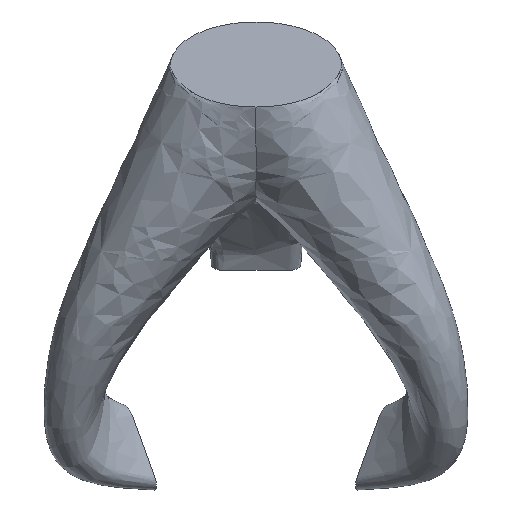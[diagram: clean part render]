
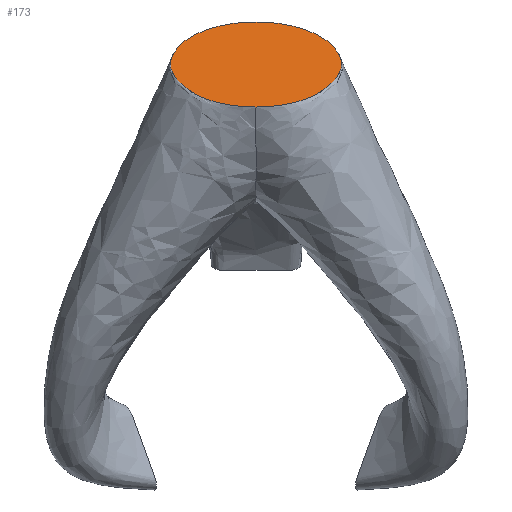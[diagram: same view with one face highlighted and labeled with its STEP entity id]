
A CAD part, top view. The second image highlights one B-rep face of the part: STEP entity #173.
In plain terms, the highlighted planar face has unit normal (0, 0.866, 0.5).
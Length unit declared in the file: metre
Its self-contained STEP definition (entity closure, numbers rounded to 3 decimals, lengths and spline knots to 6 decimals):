
#13=PLANE('',#198);
#28=CIRCLE('',#191,0.01);
#29=CIRCLE('',#192,0.01);
#30=CIRCLE('',#193,0.01);
#31=CIRCLE('',#194,0.01);
#34=CIRCLE('',#199,0.01);
#35=CIRCLE('',#200,0.01);
#36=CIRCLE('',#201,0.01);
#59=ORIENTED_EDGE('',*,*,#104,.F.);
#60=ORIENTED_EDGE('',*,*,#105,.F.);
#61=ORIENTED_EDGE('',*,*,#97,.F.);
#62=ORIENTED_EDGE('',*,*,#96,.F.);
#63=ORIENTED_EDGE('',*,*,#95,.F.);
#64=ORIENTED_EDGE('',*,*,#92,.F.);
#65=ORIENTED_EDGE('',*,*,#106,.F.);
#92=EDGE_CURVE('',#116,#118,#28,.F.);
#95=EDGE_CURVE('',#118,#120,#29,.F.);
#96=EDGE_CURVE('',#120,#121,#30,.F.);
#97=EDGE_CURVE('',#121,#122,#31,.F.);
#104=EDGE_CURVE('',#128,#129,#34,.F.);
#105=EDGE_CURVE('',#122,#128,#35,.F.);
#106=EDGE_CURVE('',#129,#116,#36,.F.);
#116=VERTEX_POINT('',#426);
#118=VERTEX_POINT('',#429);
#120=VERTEX_POINT('',#1901);
#121=VERTEX_POINT('',#1903);
#122=VERTEX_POINT('',#1905);
#128=VERTEX_POINT('',#1949);
#129=VERTEX_POINT('',#1950);
#148=EDGE_LOOP('',(#59,#60,#61,#62,#63,#64,#65));
#159=FACE_BOUND('',#148,.T.);
#173=ADVANCED_FACE('',(#159),#13,.T.);
#191=AXIS2_PLACEMENT_3D('',#428,#210,#211);
#192=AXIS2_PLACEMENT_3D('',#1900,#212,#213);
#193=AXIS2_PLACEMENT_3D('',#1902,#214,#215);
#194=AXIS2_PLACEMENT_3D('',#1904,#216,#217);
#198=AXIS2_PLACEMENT_3D('',#1947,#226,#227);
#199=AXIS2_PLACEMENT_3D('',#1948,#228,#229);
#200=AXIS2_PLACEMENT_3D('',#1951,#230,#231);
#201=AXIS2_PLACEMENT_3D('',#1952,#232,#233);
#210=DIRECTION('',(0.,0.866,0.5));
#211=DIRECTION('',(0.,-0.5,0.866));
#212=DIRECTION('',(0.,0.866,0.5));
#213=DIRECTION('',(0.,-0.5,0.866));
#214=DIRECTION('',(0.,0.866,0.5));
#215=DIRECTION('',(0.,-0.5,0.866));
#216=DIRECTION('',(0.,0.866,0.5));
#217=DIRECTION('',(0.,-0.5,0.866));
#226=DIRECTION('',(0.,0.866,0.5));
#227=DIRECTION('',(-1.,0.,0.));
#228=DIRECTION('',(0.,0.866,0.5));
#229=DIRECTION('',(0.,-0.5,0.866));
#230=DIRECTION('',(0.,0.866,0.5));
#231=DIRECTION('',(0.,-0.5,0.866));
#232=DIRECTION('',(0.,0.866,0.5));
#233=DIRECTION('',(0.,-0.5,0.866));
#426=CARTESIAN_POINT('',(-0.026164,0.00042,-0.052395));
#428=CARTESIAN_POINT('',(-0.019128,-0.003132,-0.046241));
#429=CARTESIAN_POINT('',(-0.012091,0.00042,-0.052395));
#1900=CARTESIAN_POINT('',(-0.019128,-0.003132,-0.046241));
#1901=CARTESIAN_POINT('',(-0.012057,0.000403,-0.052365));
#1902=CARTESIAN_POINT('',(-0.019128,-0.003132,-0.046241));
#1903=CARTESIAN_POINT('',(-0.012057,-0.006668,-0.040117));
#1904=CARTESIAN_POINT('',(-0.019128,-0.003132,-0.046241));
#1905=CARTESIAN_POINT('',(-0.019128,-0.008132,-0.037581));
#1947=CARTESIAN_POINT('',(-0.019128,-0.00396,-0.044808));
#1948=CARTESIAN_POINT('',(-0.019128,-0.003132,-0.046241));
#1949=CARTESIAN_POINT('',(-0.026199,-0.006668,-0.040117));
#1950=CARTESIAN_POINT('',(-0.026199,0.000403,-0.052365));
#1951=CARTESIAN_POINT('',(-0.019128,-0.003132,-0.046241));
#1952=CARTESIAN_POINT('',(-0.019128,-0.003132,-0.046241));
